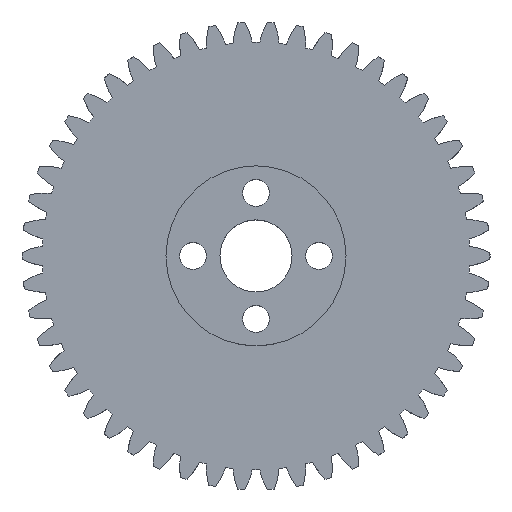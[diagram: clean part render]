
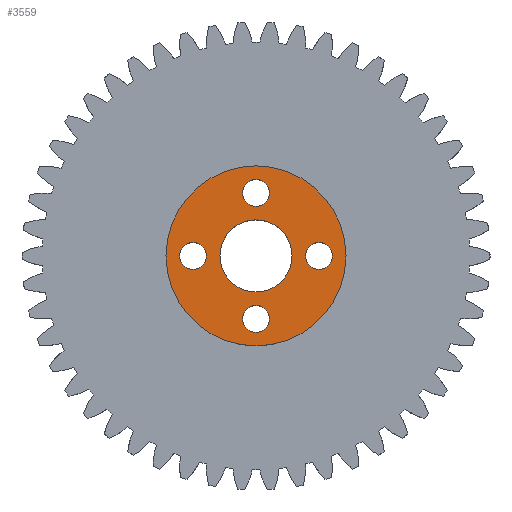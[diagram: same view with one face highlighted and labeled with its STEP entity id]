
A CAD part, top view. The second image highlights one B-rep face of the part: STEP entity #3559.
In plain terms, the highlighted planar face has unit normal (0, 0, 1).
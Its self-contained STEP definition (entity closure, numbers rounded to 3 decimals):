
#619=FACE_BOUND('',#844,.T.);
#620=FACE_BOUND('',#845,.T.);
#621=FACE_BOUND('',#846,.T.);
#622=FACE_BOUND('',#847,.T.);
#623=FACE_BOUND('',#848,.T.);
#630=PLANE('',#3785);
#634=FACE_OUTER_BOUND('',#843,.T.);
#843=EDGE_LOOP('',(#2270));
#844=EDGE_LOOP('',(#2271));
#845=EDGE_LOOP('',(#2272));
#846=EDGE_LOOP('',(#2273));
#847=EDGE_LOOP('',(#2274));
#848=EDGE_LOOP('',(#2275));
#1074=CIRCLE('',#3783,10.);
#1076=CIRCLE('',#3786,1.5);
#1077=CIRCLE('',#3787,4.);
#1078=CIRCLE('',#3788,1.5);
#1079=CIRCLE('',#3789,1.5);
#1080=CIRCLE('',#3790,1.5);
#1236=VERTEX_POINT('',#4461);
#1238=VERTEX_POINT('',#4467);
#1239=VERTEX_POINT('',#4469);
#1240=VERTEX_POINT('',#4471);
#1241=VERTEX_POINT('',#4473);
#1242=VERTEX_POINT('',#4475);
#1648=EDGE_CURVE('',#1236,#1236,#1074,.T.);
#1651=EDGE_CURVE('',#1238,#1238,#1076,.T.);
#1652=EDGE_CURVE('',#1239,#1239,#1077,.T.);
#1653=EDGE_CURVE('',#1240,#1240,#1078,.T.);
#1654=EDGE_CURVE('',#1241,#1241,#1079,.T.);
#1655=EDGE_CURVE('',#1242,#1242,#1080,.T.);
#2270=ORIENTED_EDGE('',*,*,#1648,.T.);
#2271=ORIENTED_EDGE('',*,*,#1651,.T.);
#2272=ORIENTED_EDGE('',*,*,#1652,.T.);
#2273=ORIENTED_EDGE('',*,*,#1653,.T.);
#2274=ORIENTED_EDGE('',*,*,#1654,.T.);
#2275=ORIENTED_EDGE('',*,*,#1655,.T.);
#3559=ADVANCED_FACE('',(#634,#619,#620,#621,#622,#623),#630,.T.);
#3783=AXIS2_PLACEMENT_3D('',#4462,#4010,#4011);
#3785=AXIS2_PLACEMENT_3D('',#4466,#4015,#4016);
#3786=AXIS2_PLACEMENT_3D('',#4468,#4017,#4018);
#3787=AXIS2_PLACEMENT_3D('',#4470,#4019,#4020);
#3788=AXIS2_PLACEMENT_3D('',#4472,#4021,#4022);
#3789=AXIS2_PLACEMENT_3D('',#4474,#4023,#4024);
#3790=AXIS2_PLACEMENT_3D('',#4476,#4025,#4026);
#4010=DIRECTION('center_axis',(0.,0.,1.));
#4011=DIRECTION('ref_axis',(1.,0.,0.));
#4015=DIRECTION('center_axis',(0.,0.,1.));
#4016=DIRECTION('ref_axis',(1.,0.,0.));
#4017=DIRECTION('center_axis',(0.,0.,-1.));
#4018=DIRECTION('ref_axis',(1.,0.,0.));
#4019=DIRECTION('center_axis',(0.,0.,-1.));
#4020=DIRECTION('ref_axis',(1.,0.,0.));
#4021=DIRECTION('center_axis',(0.,0.,-1.));
#4022=DIRECTION('ref_axis',(1.,0.,0.));
#4023=DIRECTION('center_axis',(0.,0.,-1.));
#4024=DIRECTION('ref_axis',(1.,0.,0.));
#4025=DIRECTION('center_axis',(0.,0.,-1.));
#4026=DIRECTION('ref_axis',(1.,0.,0.));
#4461=CARTESIAN_POINT('',(-10.,0.,7.9));
#4462=CARTESIAN_POINT('Origin',(0.,0.,7.9));
#4466=CARTESIAN_POINT('Origin',(0.,0.,7.9));
#4467=CARTESIAN_POINT('',(-1.5,7.,7.9));
#4468=CARTESIAN_POINT('Origin',(0.,7.,7.9));
#4469=CARTESIAN_POINT('',(-4.,0.,7.9));
#4470=CARTESIAN_POINT('Origin',(0.,0.,7.9));
#4471=CARTESIAN_POINT('',(-8.5,0.,7.9));
#4472=CARTESIAN_POINT('Origin',(-7.,0.,
7.9));
#4473=CARTESIAN_POINT('',(-1.5,-7.,7.9));
#4474=CARTESIAN_POINT('Origin',(0.,-7.,
7.9));
#4475=CARTESIAN_POINT('',(5.5,0.,7.9));
#4476=CARTESIAN_POINT('Origin',(7.,0.,
7.9));
